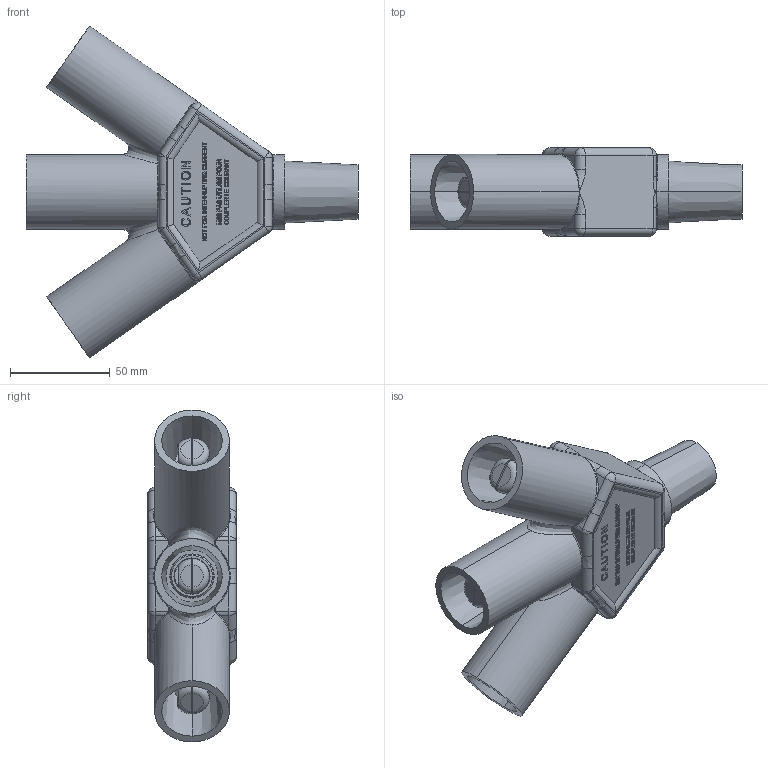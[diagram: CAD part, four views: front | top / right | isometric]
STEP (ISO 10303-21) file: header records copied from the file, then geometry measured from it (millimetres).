
FILE_DESCRIPTION (( 'STEP AP214' ), '1' );
FILE_NAME ('ORC6189-M01.STEP', '2025-03-18T15:01:22', ( '' ), ( '' ), 'SwSTEP 2.0', 'SolidWorks 2024', '' );
FILE_SCHEMA (( 'AUTOMOTIVE_DESIGN' ));
Length unit declared in the file: inch
Products named in the file (1): ORC6189-M01
Bounding box: 166.65 x 44.45 x 166.63 mm (x, y, z)
Volume: 376581.8 mm3; surface area: 99664.6 mm2
Topology: 6 solids, 6 shells, 1948 faces, 5100 edges, 3336 vertices
Faces by surface type: plane 1109, bspline 621, cylinder 136, cone 42, torus 26, sphere 14
Entity records: 93801 total; most frequent: CARTESIAN_POINT 50144, ORIENTED_EDGE 10148, DIRECTION 6774, EDGE_CURVE 5074, LINE 3398, VECTOR 3398, VERTEX_POINT 3334, EDGE_LOOP 2150
